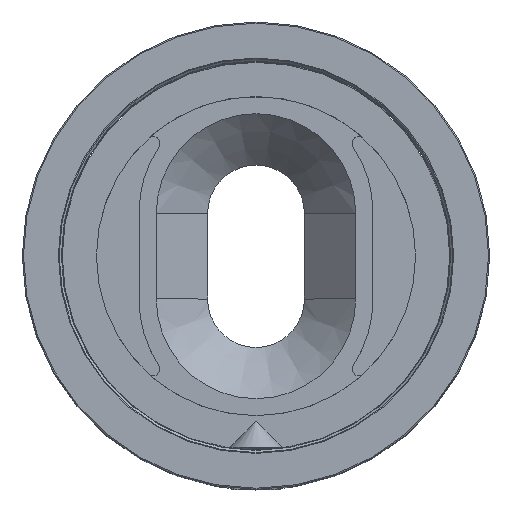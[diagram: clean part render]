
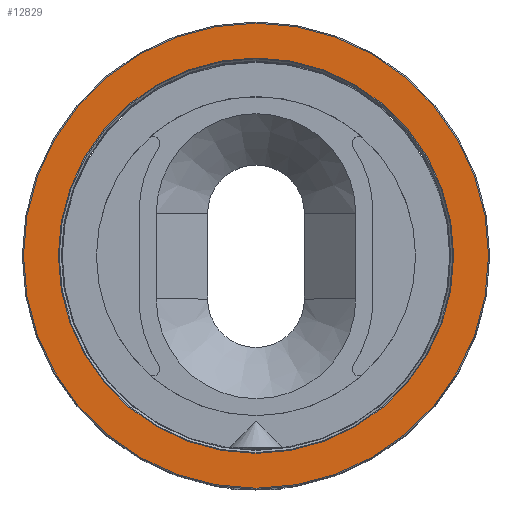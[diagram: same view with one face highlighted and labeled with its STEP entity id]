
A CAD part, top view. The second image highlights one B-rep face of the part: STEP entity #12829.
In plain terms, the highlighted planar face has unit normal (0, 0, 1).
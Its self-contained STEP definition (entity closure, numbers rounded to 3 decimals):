
#28 = VERTEX_POINT ( 'NONE', #9791 ) ;
#1627 = EDGE_CURVE ( 'NONE', #13249, #13249, #4331, .T. ) ;
#1753 = DIRECTION ( 'NONE',  ( 0., 0., -1. ) ) ;
#2240 = CIRCLE ( 'NONE', #12000, 17.341 ) ;
#3040 = EDGE_LOOP ( 'NONE', ( #10793 ) ) ;
#3713 = CARTESIAN_POINT ( 'NONE',  ( 0., 0., 30. ) ) ;
#3830 = DIRECTION ( 'NONE',  ( 0., 0., 1. ) ) ;
#4331 = CIRCLE ( 'NONE', #13732, 20.4 ) ;
#5561 = CARTESIAN_POINT ( 'NONE',  ( 0., 0., 30. ) ) ;
#6823 = DIRECTION ( 'NONE',  ( 1., 0., 0. ) ) ;
#6855 = EDGE_CURVE ( 'NONE', #28, #28, #2240, .T. ) ;
#7538 = FACE_BOUND ( 'NONE', #3040, .T. ) ;
#7806 = DIRECTION ( 'NONE',  ( 1., 0., 0. ) ) ;
#8683 = PLANE ( 'NONE',  #13057 ) ;
#9791 = CARTESIAN_POINT ( 'NONE',  ( 17.341, 0., 30. ) ) ;
#10793 = ORIENTED_EDGE ( 'NONE', *, *, #6855, .T. ) ;
#12000 = AXIS2_PLACEMENT_3D ( 'NONE', #16279, #1753, #13770 ) ;
#12506 = FACE_OUTER_BOUND ( 'NONE', #14715, .T. ) ;
#12655 = CARTESIAN_POINT ( 'NONE',  ( 20.4, 0., 30. ) ) ;
#12829 = ADVANCED_FACE ( 'NONE', ( #7538, #12506 ), #8683, .T. ) ;
#13057 = AXIS2_PLACEMENT_3D ( 'NONE', #3713, #3830, #7806 ) ;
#13116 = ORIENTED_EDGE ( 'NONE', *, *, #1627, .T. ) ;
#13249 = VERTEX_POINT ( 'NONE', #12655 ) ;
#13732 = AXIS2_PLACEMENT_3D ( 'NONE', #5561, #14765, #6823 ) ;
#13770 = DIRECTION ( 'NONE',  ( 1., 0., 0. ) ) ;
#14715 = EDGE_LOOP ( 'NONE', ( #13116 ) ) ;
#14765 = DIRECTION ( 'NONE',  ( 0., 0., 1. ) ) ;
#16279 = CARTESIAN_POINT ( 'NONE',  ( 0., 0., 30. ) ) ;
